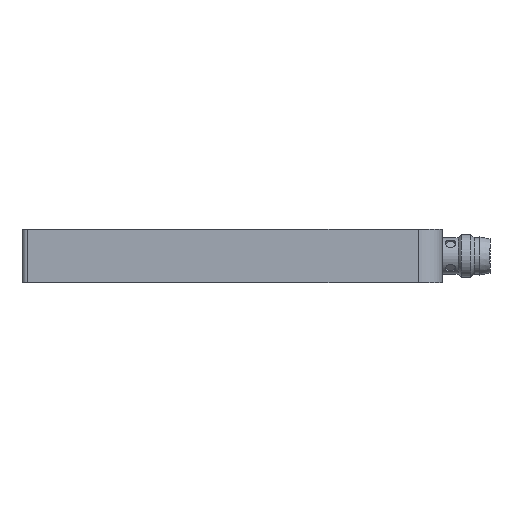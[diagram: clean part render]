
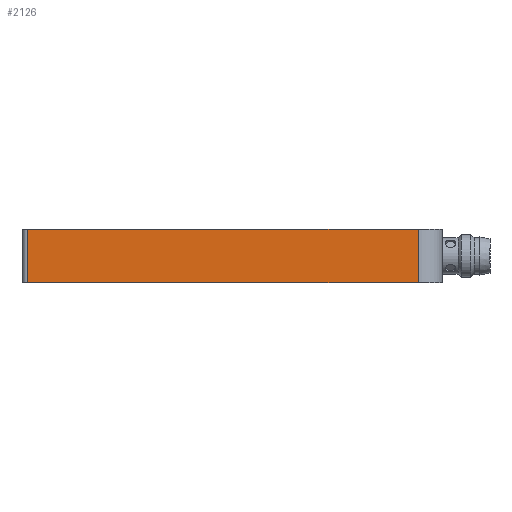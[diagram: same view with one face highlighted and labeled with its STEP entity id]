
A CAD part, front view. The second image highlights one B-rep face of the part: STEP entity #2126.
In plain terms, the highlighted planar face has unit normal (0, -1, 0).
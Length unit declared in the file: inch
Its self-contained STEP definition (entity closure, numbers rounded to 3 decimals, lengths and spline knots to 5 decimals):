
#128 = VERTEX_POINT ( 'NONE', #2015 ) ;
#148 = DIRECTION ( 'NONE',  ( 0., 0., -1. ) ) ;
#284 = ORIENTED_EDGE ( 'NONE', *, *, #1650, .T. ) ;
#298 = VERTEX_POINT ( 'NONE', #2571 ) ;
#360 = AXIS2_PLACEMENT_3D ( 'NONE', #2367, #824, #148 ) ;
#407 = CARTESIAN_POINT ( 'NONE',  ( 0., -0.47244, -0.19685 ) ) ;
#435 = LINE ( 'NONE', #1114, #1129 ) ;
#457 = ORIENTED_EDGE ( 'NONE', *, *, #2901, .T. ) ;
#508 = PLANE ( 'NONE',  #360 ) ;
#546 = VECTOR ( 'NONE', #1593, 39.37008 ) ;
#679 = LINE ( 'NONE', #933, #546 ) ;
#801 = EDGE_CURVE ( 'NONE', #1902, #298, #924, .T. ) ;
#824 = DIRECTION ( 'NONE',  ( 0., -1., 0. ) ) ;
#924 = LINE ( 'NONE', #942, #2492 ) ;
#933 = CARTESIAN_POINT ( 'NONE',  ( 0.03937, -0.47244, 0.19685 ) ) ;
#942 = CARTESIAN_POINT ( 'NONE',  ( 0.03937, -0.47244, 0.19685 ) ) ;
#1054 = FACE_OUTER_BOUND ( 'NONE', #2546, .T. ) ;
#1114 = CARTESIAN_POINT ( 'NONE',  ( 2.93307, -0.47244, 0.19685 ) ) ;
#1129 = VECTOR ( 'NONE', #1314, 39.37008 ) ;
#1298 = DIRECTION ( 'NONE',  ( 1., 0., 0. ) ) ;
#1314 = DIRECTION ( 'NONE',  ( 0., 0., -1. ) ) ;
#1535 = CARTESIAN_POINT ( 'NONE',  ( 0.03937, -0.47244, 0.19685 ) ) ;
#1562 = LINE ( 'NONE', #407, #1624 ) ;
#1593 = DIRECTION ( 'NONE',  ( -1., 0., 0. ) ) ;
#1624 = VECTOR ( 'NONE', #1298, 39.37008 ) ;
#1650 = EDGE_CURVE ( 'NONE', #128, #1902, #679, .T. ) ;
#1902 = VERTEX_POINT ( 'NONE', #1535 ) ;
#2015 = CARTESIAN_POINT ( 'NONE',  ( 2.93307, -0.47244, 0.19685 ) ) ;
#2126 = ADVANCED_FACE ( 'NONE', ( #1054 ), #508, .T. ) ;
#2322 = DIRECTION ( 'NONE',  ( 0., 0., -1. ) ) ;
#2367 = CARTESIAN_POINT ( 'NONE',  ( 0.03937, -0.47244, 0.19685 ) ) ;
#2492 = VECTOR ( 'NONE', #2322, 39.37008 ) ;
#2546 = EDGE_LOOP ( 'NONE', ( #284, #2712, #457, #2591 ) ) ;
#2570 = EDGE_CURVE ( 'NONE', #128, #2614, #435, .T. ) ;
#2571 = CARTESIAN_POINT ( 'NONE',  ( 0.03937, -0.47244, -0.19685 ) ) ;
#2591 = ORIENTED_EDGE ( 'NONE', *, *, #2570, .F. ) ;
#2614 = VERTEX_POINT ( 'NONE', #2718 ) ;
#2712 = ORIENTED_EDGE ( 'NONE', *, *, #801, .T. ) ;
#2718 = CARTESIAN_POINT ( 'NONE',  ( 2.93307, -0.47244, -0.19685 ) ) ;
#2901 = EDGE_CURVE ( 'NONE', #298, #2614, #1562, .T. ) ;
